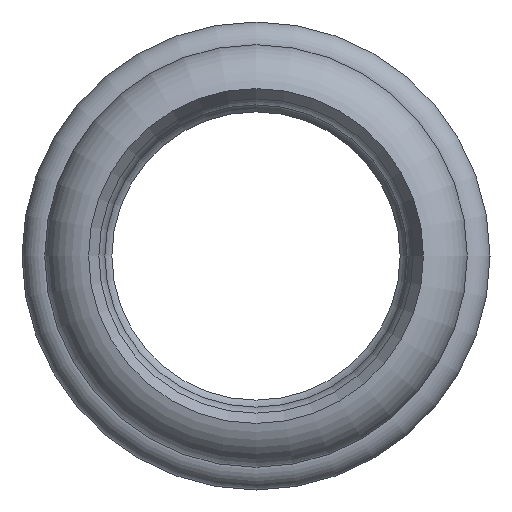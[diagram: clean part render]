
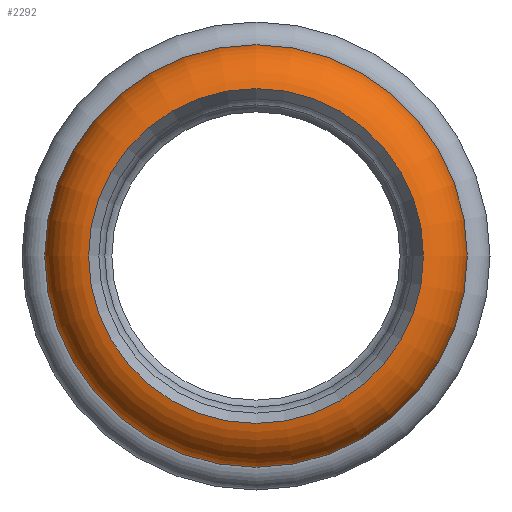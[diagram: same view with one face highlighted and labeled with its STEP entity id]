
A CAD part, left-side view. The second image highlights one B-rep face of the part: STEP entity #2292.
In plain terms, the highlighted toroidal (fillet/blend) face has major radius 11.631 mm and minor radius 3.772 mm.
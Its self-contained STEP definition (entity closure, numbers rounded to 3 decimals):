
#187=FACE_OUTER_BOUND('',#321,.T.);
#321=EDGE_LOOP('',(#1498,#1499,#1500,#1501,#1502,#1503,#1504,#1505));
#505=CIRCLE('',#2447,12.65);
#506=CIRCLE('',#2448,12.65);
#507=CIRCLE('',#2449,3.772);
#508=CIRCLE('',#2450,12.2);
#509=CIRCLE('',#2451,12.2);
#510=CIRCLE('',#2452,12.2);
#511=CIRCLE('',#2453,12.65);
#848=VERTEX_POINT('',#3905);
#849=VERTEX_POINT('',#3906);
#850=VERTEX_POINT('',#3908);
#851=VERTEX_POINT('',#3910);
#852=VERTEX_POINT('',#3912);
#853=VERTEX_POINT('',#3914);
#1131=EDGE_CURVE('',#848,#849,#505,.T.);
#1132=EDGE_CURVE('',#849,#850,#506,.T.);
#1133=EDGE_CURVE('',#850,#851,#507,.T.);
#1134=EDGE_CURVE('',#852,#851,#508,.T.);
#1135=EDGE_CURVE('',#853,#852,#509,.T.);
#1136=EDGE_CURVE('',#851,#853,#510,.T.);
#1137=EDGE_CURVE('',#850,#848,#511,.T.);
#1498=ORIENTED_EDGE('',*,*,#1131,.T.);
#1499=ORIENTED_EDGE('',*,*,#1132,.T.);
#1500=ORIENTED_EDGE('',*,*,#1133,.T.);
#1501=ORIENTED_EDGE('',*,*,#1134,.F.);
#1502=ORIENTED_EDGE('',*,*,#1135,.F.);
#1503=ORIENTED_EDGE('',*,*,#1136,.F.);
#1504=ORIENTED_EDGE('',*,*,#1133,.F.);
#1505=ORIENTED_EDGE('',*,*,#1137,.T.);
#2232=TOROIDAL_SURFACE('',#2446,11.631,3.772);
#2292=ADVANCED_FACE('',(#187),#2232,.T.);
#2446=AXIS2_PLACEMENT_3D('',#3904,#2925,#2926);
#2447=AXIS2_PLACEMENT_3D('',#3907,#2927,#2928);
#2448=AXIS2_PLACEMENT_3D('',#3909,#2929,#2930);
#2449=AXIS2_PLACEMENT_3D('',#3911,#2931,#2932);
#2450=AXIS2_PLACEMENT_3D('',#3913,#2933,#2934);
#2451=AXIS2_PLACEMENT_3D('',#3915,#2935,#2936);
#2452=AXIS2_PLACEMENT_3D('',#3916,#2937,#2938);
#2453=AXIS2_PLACEMENT_3D('',#3917,#2939,#2940);
#2925=DIRECTION('center_axis',(1.,0.,0.));
#2926=DIRECTION('ref_axis',(0.,0.,1.));
#2927=DIRECTION('center_axis',(-1.,0.,0.));
#2928=DIRECTION('ref_axis',(0.,-1.,0.));
#2929=DIRECTION('center_axis',(-1.,0.,0.));
#2930=DIRECTION('ref_axis',(0.,-1.,0.));
#2931=DIRECTION('center_axis',(0.,1.,0.));
#2932=DIRECTION('ref_axis',(0.,0.,-1.));
#2933=DIRECTION('center_axis',(-1.,0.,0.));
#2934=DIRECTION('ref_axis',(0.,-1.,0.));
#2935=DIRECTION('center_axis',(-1.,0.,0.));
#2936=DIRECTION('ref_axis',(0.,-1.,0.));
#2937=DIRECTION('center_axis',(-1.,0.,0.));
#2938=DIRECTION('ref_axis',(0.,-1.,0.));
#2939=DIRECTION('center_axis',(-1.,0.,0.));
#2940=DIRECTION('ref_axis',(0.,-1.,0.));
#3904=CARTESIAN_POINT('Origin',(-65.771,0.,0.));
#3905=CARTESIAN_POINT('',(-62.139,0.,12.65));
#3906=CARTESIAN_POINT('',(-62.139,12.65,0.));
#3907=CARTESIAN_POINT('Origin',(-62.139,0.,0.));
#3908=CARTESIAN_POINT('',(-62.139,0.,-12.65));
#3909=CARTESIAN_POINT('Origin',(-62.139,0.,0.));
#3910=CARTESIAN_POINT('',(-69.5,0.,-12.2));
#3911=CARTESIAN_POINT('Origin',(-65.771,0.,
-11.631));
#3912=CARTESIAN_POINT('',(-69.5,12.2,0.));
#3913=CARTESIAN_POINT('Origin',(-69.5,0.,0.));
#3914=CARTESIAN_POINT('',(-69.5,0.,12.2));
#3915=CARTESIAN_POINT('Origin',(-69.5,0.,0.));
#3916=CARTESIAN_POINT('Origin',(-69.5,0.,0.));
#3917=CARTESIAN_POINT('Origin',(-62.139,0.,0.));
